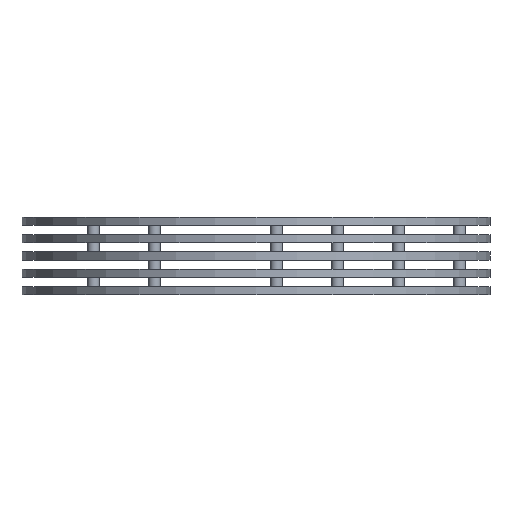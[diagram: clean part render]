
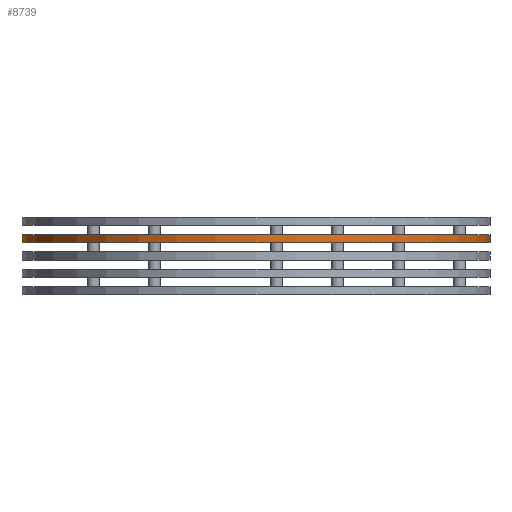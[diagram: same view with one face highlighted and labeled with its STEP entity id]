
A CAD part, front view. The second image highlights one B-rep face of the part: STEP entity #8739.
In plain terms, the highlighted cylindrical face has radius 17.45 mm (diameter 34.9 mm), a full revolution.
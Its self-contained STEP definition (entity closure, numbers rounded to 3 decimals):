
#94 = PLANE('',#95);
#95 = AXIS2_PLACEMENT_3D('',#96,#97,#98);
#96 = CARTESIAN_POINT('',(0.,0.,4.5));
#97 = DIRECTION('',(0.,0.,1.));
#98 = DIRECTION('',(1.,0.,-0.));
#109 = EDGE_CURVE('',#110,#110,#112,.T.);
#110 = VERTEX_POINT('',#111);
#111 = CARTESIAN_POINT('',(17.45,0.,4.5));
#112 = SURFACE_CURVE('',#113,(#118,#125),.PCURVE_S1.);
#113 = CIRCLE('',#114,17.45);
#114 = AXIS2_PLACEMENT_3D('',#115,#116,#117);
#115 = CARTESIAN_POINT('',(0.,0.,4.5));
#116 = DIRECTION('',(0.,0.,1.));
#117 = DIRECTION('',(1.,0.,0.));
#118 = PCURVE('',#94,#119);
#119 = DEFINITIONAL_REPRESENTATION('',(#120),#124);
#120 = CIRCLE('',#121,17.45);
#121 = AXIS2_PLACEMENT_2D('',#122,#123);
#122 = CARTESIAN_POINT('',(0.,0.));
#123 = DIRECTION('',(1.,0.));
#124 = ( GEOMETRIC_REPRESENTATION_CONTEXT(2) 
PARAMETRIC_REPRESENTATION_CONTEXT() REPRESENTATION_CONTEXT('2D SPACE',''
  ) );
#125 = PCURVE('',#126,#131);
#126 = CYLINDRICAL_SURFACE('',#127,17.45);
#127 = AXIS2_PLACEMENT_3D('',#128,#129,#130);
#128 = CARTESIAN_POINT('',(0.,0.,3.9));
#129 = DIRECTION('',(-0.,-0.,-1.));
#130 = DIRECTION('',(1.,0.,0.));
#131 = DEFINITIONAL_REPRESENTATION('',(#132),#136);
#132 = LINE('',#133,#134);
#133 = CARTESIAN_POINT('',(-0.,-0.6));
#134 = VECTOR('',#135,1.);
#135 = DIRECTION('',(-1.,0.));
#136 = ( GEOMETRIC_REPRESENTATION_CONTEXT(2) 
PARAMETRIC_REPRESENTATION_CONTEXT() REPRESENTATION_CONTEXT('2D SPACE',''
  ) );
#8739 = ADVANCED_FACE('',(#8740),#126,.T.);
#8740 = FACE_BOUND('',#8741,.F.);
#8741 = EDGE_LOOP('',(#8742,#8765,#8766,#8767));
#8742 = ORIENTED_EDGE('',*,*,#8743,.T.);
#8743 = EDGE_CURVE('',#8744,#110,#8746,.T.);
#8744 = VERTEX_POINT('',#8745);
#8745 = CARTESIAN_POINT('',(17.45,0.,3.9));
#8746 = SEAM_CURVE('',#8747,(#8751,#8758),.PCURVE_S1.);
#8747 = LINE('',#8748,#8749);
#8748 = CARTESIAN_POINT('',(17.45,0.,3.9));
#8749 = VECTOR('',#8750,1.);
#8750 = DIRECTION('',(0.,0.,1.));
#8751 = PCURVE('',#126,#8752);
#8752 = DEFINITIONAL_REPRESENTATION('',(#8753),#8757);
#8753 = LINE('',#8754,#8755);
#8754 = CARTESIAN_POINT('',(-0.,0.));
#8755 = VECTOR('',#8756,1.);
#8756 = DIRECTION('',(-0.,-1.));
#8757 = ( GEOMETRIC_REPRESENTATION_CONTEXT(2) 
PARAMETRIC_REPRESENTATION_CONTEXT() REPRESENTATION_CONTEXT('2D SPACE',''
  ) );
#8758 = PCURVE('',#126,#8759);
#8759 = DEFINITIONAL_REPRESENTATION('',(#8760),#8764);
#8760 = LINE('',#8761,#8762);
#8761 = CARTESIAN_POINT('',(-6.283,0.));
#8762 = VECTOR('',#8763,1.);
#8763 = DIRECTION('',(-0.,-1.));
#8764 = ( GEOMETRIC_REPRESENTATION_CONTEXT(2) 
PARAMETRIC_REPRESENTATION_CONTEXT() REPRESENTATION_CONTEXT('2D SPACE',''
  ) );
#8765 = ORIENTED_EDGE('',*,*,#109,.T.);
#8766 = ORIENTED_EDGE('',*,*,#8743,.F.);
#8767 = ORIENTED_EDGE('',*,*,#8768,.F.);
#8768 = EDGE_CURVE('',#8744,#8744,#8769,.T.);
#8769 = SURFACE_CURVE('',#8770,(#8775,#8782),.PCURVE_S1.);
#8770 = CIRCLE('',#8771,17.45);
#8771 = AXIS2_PLACEMENT_3D('',#8772,#8773,#8774);
#8772 = CARTESIAN_POINT('',(0.,0.,3.9));
#8773 = DIRECTION('',(0.,0.,1.));
#8774 = DIRECTION('',(1.,0.,0.));
#8775 = PCURVE('',#126,#8776);
#8776 = DEFINITIONAL_REPRESENTATION('',(#8777),#8781);
#8777 = LINE('',#8778,#8779);
#8778 = CARTESIAN_POINT('',(-0.,0.));
#8779 = VECTOR('',#8780,1.);
#8780 = DIRECTION('',(-1.,0.));
#8781 = ( GEOMETRIC_REPRESENTATION_CONTEXT(2) 
PARAMETRIC_REPRESENTATION_CONTEXT() REPRESENTATION_CONTEXT('2D SPACE',''
  ) );
#8782 = PCURVE('',#8783,#8788);
#8783 = PLANE('',#8784);
#8784 = AXIS2_PLACEMENT_3D('',#8785,#8786,#8787);
#8785 = CARTESIAN_POINT('',(0.,0.,3.9)
  );
#8786 = DIRECTION('',(0.,0.,1.));
#8787 = DIRECTION('',(1.,0.,-0.));
#8788 = DEFINITIONAL_REPRESENTATION('',(#8789),#8793);
#8789 = CIRCLE('',#8790,17.45);
#8790 = AXIS2_PLACEMENT_2D('',#8791,#8792);
#8791 = CARTESIAN_POINT('',(0.,0.));
#8792 = DIRECTION('',(1.,0.));
#8793 = ( GEOMETRIC_REPRESENTATION_CONTEXT(2) 
PARAMETRIC_REPRESENTATION_CONTEXT() REPRESENTATION_CONTEXT('2D SPACE',''
  ) );
